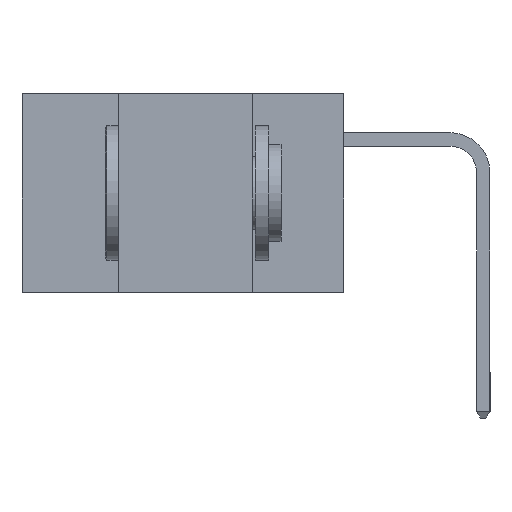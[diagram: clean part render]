
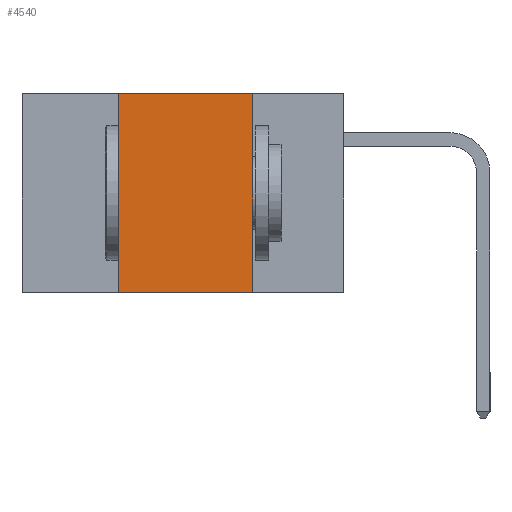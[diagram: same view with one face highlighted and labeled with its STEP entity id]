
A CAD part, left-side view. The second image highlights one B-rep face of the part: STEP entity #4540.
In plain terms, the highlighted planar face has unit normal (-1, 0, 0).
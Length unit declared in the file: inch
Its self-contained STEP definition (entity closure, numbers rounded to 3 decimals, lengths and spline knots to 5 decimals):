
#66 = LINE ( 'NONE', #15106, #6376 ) ;
#195 = CARTESIAN_POINT ( 'NONE',  ( 0., 0.17, -0.37 ) ) ;
#657 = VECTOR ( 'NONE', #2529, 39.37008 ) ;
#982 = LINE ( 'NONE', #12045, #6746 ) ;
#1010 = EDGE_CURVE ( 'NONE', #1922, #13720, #7663, .T. ) ;
#1922 = VERTEX_POINT ( 'NONE', #12386 ) ;
#2529 = DIRECTION ( 'NONE',  ( 0., 0., -1. ) ) ;
#3146 = ORIENTED_EDGE ( 'NONE', *, *, #1010, .F. ) ;
#3578 = CARTESIAN_POINT ( 'NONE',  ( 0., 0.42, -0.37 ) ) ;
#3800 = PLANE ( 'NONE',  #7861 ) ;
#4540 = ADVANCED_FACE ( 'NONE', ( #9005 ), #3800, .F. ) ;
#5235 = ORIENTED_EDGE ( 'NONE', *, *, #5691, .F. ) ;
#5381 = CARTESIAN_POINT ( 'NONE',  ( 0., 0.6, 0. ) ) ;
#5691 = EDGE_CURVE ( 'NONE', #10209, #1922, #17847, .T. ) ;
#6119 = CARTESIAN_POINT ( 'NONE',  ( 0., 0.42, 0. ) ) ;
#6159 = EDGE_LOOP ( 'NONE', ( #3146, #5235, #11849, #16947 ) ) ;
#6376 = VECTOR ( 'NONE', #17720, 39.37008 ) ;
#6746 = VECTOR ( 'NONE', #10187, 39.37008 ) ;
#7628 = DIRECTION ( 'NONE',  ( 1., 0., 0. ) ) ;
#7663 = LINE ( 'NONE', #13689, #657 ) ;
#7861 = AXIS2_PLACEMENT_3D ( 'NONE', #17179, #7628, #14479 ) ;
#8129 = EDGE_CURVE ( 'NONE', #17500, #13720, #982, .T. ) ;
#9005 = FACE_OUTER_BOUND ( 'NONE', #6159, .T. ) ;
#10187 = DIRECTION ( 'NONE',  ( 0., -1., 0. ) ) ;
#10209 = VERTEX_POINT ( 'NONE', #6119 ) ;
#10918 = DIRECTION ( 'NONE',  ( 0., -1., 0. ) ) ;
#11849 = ORIENTED_EDGE ( 'NONE', *, *, #15534, .F. ) ;
#12045 = CARTESIAN_POINT ( 'NONE',  ( 0., 0.6, -0.37 ) ) ;
#12386 = CARTESIAN_POINT ( 'NONE',  ( 0., 0.17, 0. ) ) ;
#13689 = CARTESIAN_POINT ( 'NONE',  ( 0., 0.17, -0.37 ) ) ;
#13720 = VERTEX_POINT ( 'NONE', #195 ) ;
#14479 = DIRECTION ( 'NONE',  ( 0., 0., -1. ) ) ;
#15106 = CARTESIAN_POINT ( 'NONE',  ( 0., 0.42, -0.37 ) ) ;
#15534 = EDGE_CURVE ( 'NONE', #17500, #10209, #66, .T. ) ;
#16190 = VECTOR ( 'NONE', #10918, 39.37008 ) ;
#16947 = ORIENTED_EDGE ( 'NONE', *, *, #8129, .T. ) ;
#17179 = CARTESIAN_POINT ( 'NONE',  ( 0., 0.6, 0. ) ) ;
#17500 = VERTEX_POINT ( 'NONE', #3578 ) ;
#17720 = DIRECTION ( 'NONE',  ( 0., 0., 1. ) ) ;
#17847 = LINE ( 'NONE', #5381, #16190 ) ;
